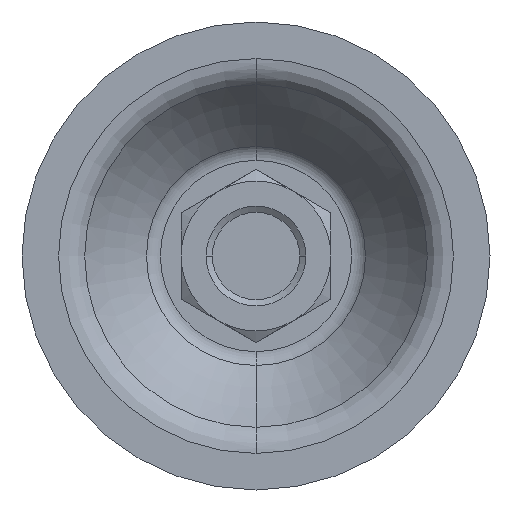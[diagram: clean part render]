
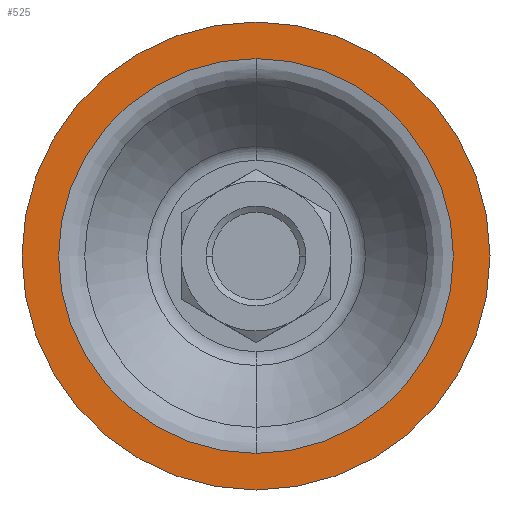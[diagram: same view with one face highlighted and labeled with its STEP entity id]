
A CAD part, front view. The second image highlights one B-rep face of the part: STEP entity #525.
In plain terms, the highlighted planar face has unit normal (0, -1, 0).
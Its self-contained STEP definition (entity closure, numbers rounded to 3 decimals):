
#55 = CARTESIAN_POINT ( 'NONE',  ( 0., 0., 31.641 ) ) ;
#119 = CARTESIAN_POINT ( 'NONE',  ( 0., 0., 37.5 ) ) ;
#138 = DIRECTION ( 'NONE',  ( 0., 1., 0. ) ) ;
#146 = AXIS2_PLACEMENT_3D ( 'NONE', #153, #138, #154 ) ;
#153 = CARTESIAN_POINT ( 'NONE',  ( 0., 0., 0. ) ) ;
#154 = DIRECTION ( 'NONE',  ( 0., 0., 1. ) ) ;
#155 = CIRCLE ( 'NONE', #146, 37.5 ) ;
#233 = DIRECTION ( 'NONE',  ( 0., -1., 0. ) ) ;
#241 = DIRECTION ( 'NONE',  ( 0., 0., -1. ) ) ;
#262 = CARTESIAN_POINT ( 'NONE',  ( -37.5, 0., 0. ) ) ;
#263 = AXIS2_PLACEMENT_3D ( 'NONE', #262, #233, #241 ) ;
#264 = PLANE ( 'NONE',  #263 ) ;
#269 = FACE_OUTER_BOUND ( 'NONE', #646, .T. ) ;
#270 = FACE_BOUND ( 'NONE', #611, .T. ) ;
#274 = CARTESIAN_POINT ( 'NONE',  ( 0., 0., -37.5 ) ) ;
#364 = DIRECTION ( 'NONE',  ( 0., 0., -1. ) ) ;
#365 = DIRECTION ( 'NONE',  ( 0., 1., 0. ) ) ;
#366 = AXIS2_PLACEMENT_3D ( 'NONE', #372, #365, #364 ) ;
#367 = CIRCLE ( 'NONE', #366, 31.641 ) ;
#372 = CARTESIAN_POINT ( 'NONE',  ( 0., 0., 0. ) ) ;
#421 = CARTESIAN_POINT ( 'NONE',  ( 0., 0., -31.641 ) ) ;
#435 = EDGE_CURVE ( 'NONE', #471, #458, #1168, .T. ) ;
#458 = VERTEX_POINT ( 'NONE', #421 ) ;
#471 = VERTEX_POINT ( 'NONE', #55 ) ;
#521 = VERTEX_POINT ( 'NONE', #274 ) ;
#525 = ADVANCED_FACE ( 'NONE', ( #270, #269 ), #264, .T. ) ;
#573 = ORIENTED_EDGE ( 'NONE', *, *, #612, .F. ) ;
#579 = ORIENTED_EDGE ( 'NONE', *, *, #580, .T. ) ;
#580 = EDGE_CURVE ( 'NONE', #458, #471, #367, .T. ) ;
#611 = EDGE_LOOP ( 'NONE', ( #579, #645 ) ) ;
#612 = EDGE_CURVE ( 'NONE', #521, #640, #155, .T. ) ;
#640 = VERTEX_POINT ( 'NONE', #119 ) ;
#645 = ORIENTED_EDGE ( 'NONE', *, *, #435, .T. ) ;
#646 = EDGE_LOOP ( 'NONE', ( #647, #573 ) ) ;
#647 = ORIENTED_EDGE ( 'NONE', *, *, #708, .F. ) ;
#708 = EDGE_CURVE ( 'NONE', #640, #521, #1670, .T. ) ;
#1162 = CARTESIAN_POINT ( 'NONE',  ( 0., 0., 0. ) ) ;
#1165 = DIRECTION ( 'NONE',  ( 0., 0., -1. ) ) ;
#1166 = DIRECTION ( 'NONE',  ( 0., 1., 0. ) ) ;
#1167 = AXIS2_PLACEMENT_3D ( 'NONE', #1162, #1166, #1165 ) ;
#1168 = CIRCLE ( 'NONE', #1167, 31.641 ) ;
#1666 = DIRECTION ( 'NONE',  ( 0., 0., 1. ) ) ;
#1667 = DIRECTION ( 'NONE',  ( 0., 1., 0. ) ) ;
#1668 = CARTESIAN_POINT ( 'NONE',  ( 0., 0., 0. ) ) ;
#1669 = AXIS2_PLACEMENT_3D ( 'NONE', #1668, #1667, #1666 ) ;
#1670 = CIRCLE ( 'NONE', #1669, 37.5 ) ;
